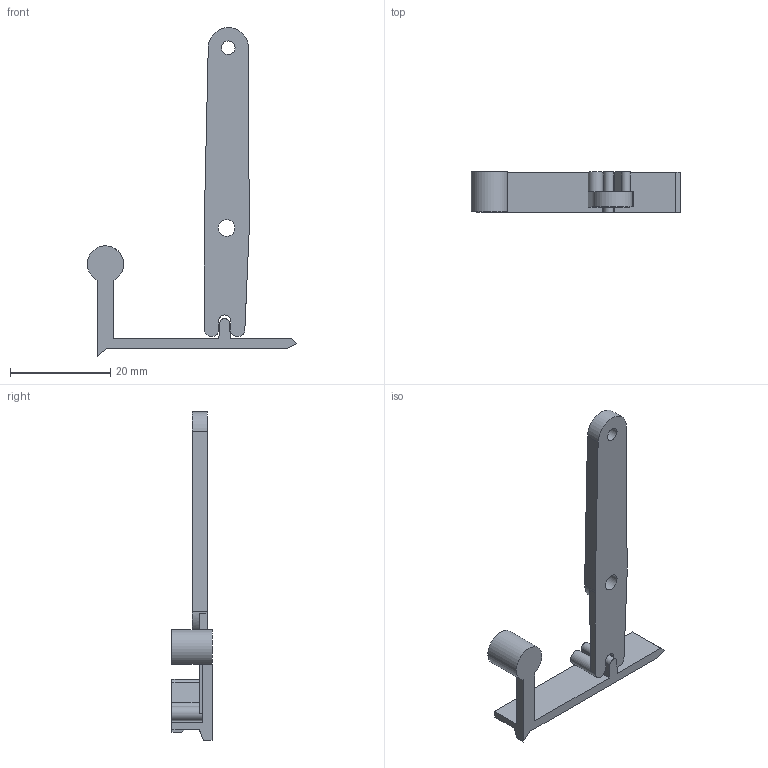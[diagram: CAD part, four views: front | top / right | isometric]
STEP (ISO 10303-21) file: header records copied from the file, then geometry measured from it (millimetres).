
FILE_DESCRIPTION(/* description */ (''),/* implementation_level */ '2;1');
FILE_NAME(/* name */ 'MyFeeder v8.step',/* time_stamp */ '2020-03-04T00:49:14+02:00',/* author */ (''),/* organization */ (''),/* preprocessor_version */ 'ST-DEVELOPER v18',/* originating_system */ 'Autodesk Translation Framework v8.12.0.6',/* authorisation */ '');
FILE_SCHEMA (('AUTOMOTIVE_DESIGN { 1 0 10303 214 3 1 1 }'));
Length unit declared in the file: millimetre
Products named in the file (1): MyFeeder
Bounding box: 41.76 x 8 x 65.6 mm (x, y, z)
Volume: 2164.5 mm3; surface area: 2926.7 mm2
Topology: 2 solids, 2 shells, 48 faces, 128 edges, 85 vertices
Faces by surface type: plane 36, cylinder 12
Full cylindrical faces by diameter (mm): 2.7 x1, 2.9 x1, 3.3 x1
Entity records: 1534 total; most frequent: CARTESIAN_POINT 262, ORIENTED_EDGE 256, DIRECTION 256, EDGE_CURVE 128, LINE 98, VECTOR 98, VERTEX_POINT 85, AXIS2_PLACEMENT_3D 79
